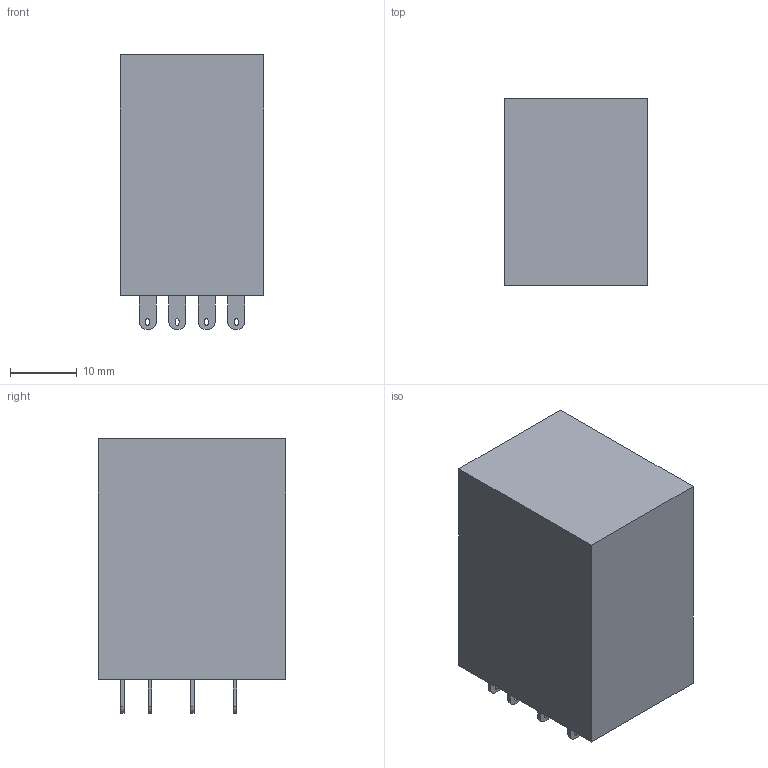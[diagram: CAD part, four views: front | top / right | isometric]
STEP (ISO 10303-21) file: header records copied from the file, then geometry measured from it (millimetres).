
FILE_DESCRIPTION (( 'STEP AP214' ), '1' );
FILE_NAME ('RELAYS-TH_GR-4C.step', '2022-07-09T14:28:04', ( '' ), ( '' ), 'SwSTEP 2.0', 'SolidWorks 2020', '' );
FILE_SCHEMA (( 'AUTOMOTIVE_DESIGN' ));
Length unit declared in the file: millimetre
Products named in the file (1): RELAYS-TH_GR-4C
Bounding box: 21.5 x 28.01 x 41 mm (x, y, z)
Volume: 21752.8 mm3; surface area: 5182 mm2
Topology: 1 solids, 1 shells, 415 faces, 1119 edges, 746 vertices
Faces by surface type: plane 247, bspline 140, cylinder 28
Entity records: 16827 total; most frequent: CARTESIAN_POINT 4749, ORIENTED_EDGE 2238, DIRECTION 1443, EDGE_CURVE 1119, LINE 779, VECTOR 779, VERTEX_POINT 746, EDGE_LOOP 483
